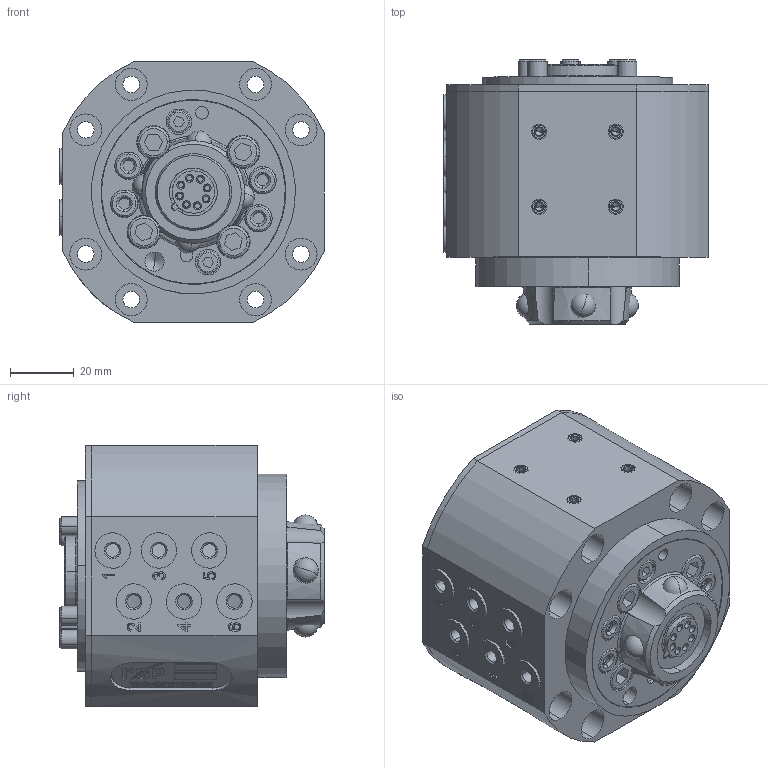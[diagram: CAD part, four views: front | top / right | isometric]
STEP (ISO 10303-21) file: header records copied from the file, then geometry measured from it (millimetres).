
FILE_DESCRIPTION (( 'STEP AP214' ), '1' );
FILE_NAME ('P0106B.STEP', '2024-09-26T08:08:55', ( '' ), ( '' ), 'SwSTEP 2.0', 'SolidWorks 2024', '' );
FILE_SCHEMA (( 'AUTOMOTIVE_DESIGN' ));
Length unit declared in the file: millimetre
Products named in the file (1): P0106B
Bounding box: 82.9 x 82.9 x 82 mm (x, y, z)
Volume: 359255.9 mm3; surface area: 82783.3 mm2
Topology: 33 solids, 33 shells, 1304 faces, 3172 edges, 2028 vertices
Faces by surface type: plane 447, cylinder 364, bspline 250, cone 177, torus 58, sphere 8
Entity records: 51411 total; most frequent: CARTESIAN_POINT 21424, ORIENTED_EDGE 6280, DIRECTION 5666, EDGE_CURVE 3140, AXIS2_PLACEMENT_3D 2040, VERTEX_POINT 2016, VECTOR 1586, LINE 1586
